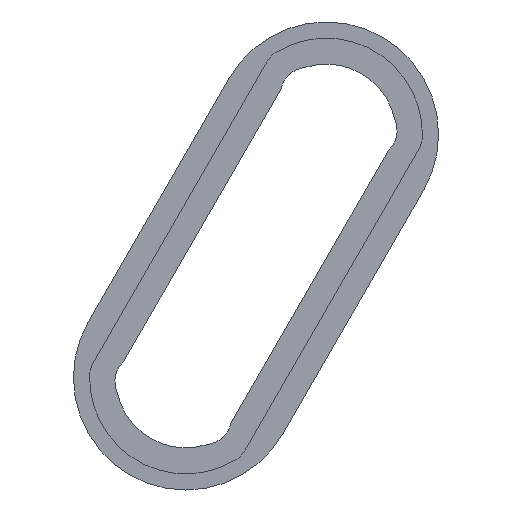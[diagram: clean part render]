
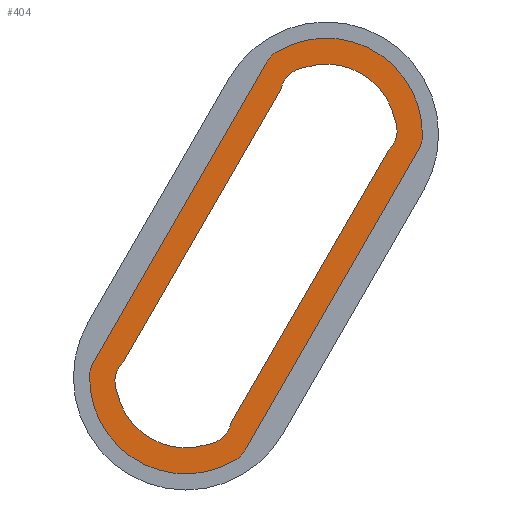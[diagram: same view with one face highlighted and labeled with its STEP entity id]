
A CAD part, front view. The second image highlights one B-rep face of the part: STEP entity #404.
In plain terms, the highlighted planar face has unit normal (0, -1, 0).
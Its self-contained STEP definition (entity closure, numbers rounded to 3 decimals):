
#15=FACE_BOUND('',#53,.T.);
#18=PLANE('',#454);
#29=FACE_OUTER_BOUND('',#52,.T.);
#52=EDGE_LOOP('',(#276,#277,#278,#279,#280,#281,#282,#283));
#53=EDGE_LOOP('',(#284,#285,#286,#287,#288,#289,#290,#291));
#79=LINE('',#653,#111);
#80=LINE('',#661,#112);
#81=LINE('',#667,#113);
#82=LINE('',#675,#114);
#111=VECTOR('',#518,10.);
#112=VECTOR('',#525,10.);
#113=VECTOR('',#530,10.);
#114=VECTOR('',#537,10.);
#140=CIRCLE('',#449,2.);
#142=CIRCLE('',#452,6.85);
#144=CIRCLE('',#455,2.);
#145=CIRCLE('',#456,6.85);
#146=CIRCLE('',#457,2.);
#147=CIRCLE('',#458,2.);
#148=CIRCLE('',#459,2.);
#149=CIRCLE('',#460,2.);
#150=CIRCLE('',#461,5.);
#151=CIRCLE('',#462,2.);
#152=CIRCLE('',#463,2.);
#153=CIRCLE('',#464,5.);
#168=VERTEX_POINT('',#637);
#169=VERTEX_POINT('',#638);
#172=VERTEX_POINT('',#646);
#174=VERTEX_POINT('',#652);
#175=VERTEX_POINT('',#654);
#176=VERTEX_POINT('',#656);
#177=VERTEX_POINT('',#658);
#178=VERTEX_POINT('',#660);
#179=VERTEX_POINT('',#663);
#180=VERTEX_POINT('',#664);
#181=VERTEX_POINT('',#666);
#182=VERTEX_POINT('',#668);
#183=VERTEX_POINT('',#670);
#184=VERTEX_POINT('',#672);
#185=VERTEX_POINT('',#674);
#186=VERTEX_POINT('',#676);
#208=EDGE_CURVE('',#168,#169,#140,.T.);
#212=EDGE_CURVE('',#172,#169,#142,.T.);
#215=EDGE_CURVE('',#168,#174,#79,.T.);
#216=EDGE_CURVE('',#175,#174,#144,.T.);
#217=EDGE_CURVE('',#175,#176,#145,.T.);
#218=EDGE_CURVE('',#177,#176,#146,.T.);
#219=EDGE_CURVE('',#177,#178,#80,.T.);
#220=EDGE_CURVE('',#172,#178,#147,.T.);
#221=EDGE_CURVE('',#179,#180,#148,.T.);
#222=EDGE_CURVE('',#181,#179,#81,.T.);
#223=EDGE_CURVE('',#182,#181,#149,.T.);
#224=EDGE_CURVE('',#183,#182,#150,.T.);
#225=EDGE_CURVE('',#184,#183,#151,.T.);
#226=EDGE_CURVE('',#185,#184,#82,.T.);
#227=EDGE_CURVE('',#186,#185,#152,.T.);
#228=EDGE_CURVE('',#180,#186,#153,.T.);
#276=ORIENTED_EDGE('',*,*,#208,.F.);
#277=ORIENTED_EDGE('',*,*,#215,.T.);
#278=ORIENTED_EDGE('',*,*,#216,.F.);
#279=ORIENTED_EDGE('',*,*,#217,.T.);
#280=ORIENTED_EDGE('',*,*,#218,.F.);
#281=ORIENTED_EDGE('',*,*,#219,.T.);
#282=ORIENTED_EDGE('',*,*,#220,.F.);
#283=ORIENTED_EDGE('',*,*,#212,.T.);
#284=ORIENTED_EDGE('',*,*,#221,.F.);
#285=ORIENTED_EDGE('',*,*,#222,.F.);
#286=ORIENTED_EDGE('',*,*,#223,.F.);
#287=ORIENTED_EDGE('',*,*,#224,.F.);
#288=ORIENTED_EDGE('',*,*,#225,.F.);
#289=ORIENTED_EDGE('',*,*,#226,.F.);
#290=ORIENTED_EDGE('',*,*,#227,.F.);
#291=ORIENTED_EDGE('',*,*,#228,.F.);
#404=ADVANCED_FACE('',(#29,#15),#18,.F.);
#449=AXIS2_PLACEMENT_3D('',#639,#503,#504);
#452=AXIS2_PLACEMENT_3D('',#647,#511,#512);
#454=AXIS2_PLACEMENT_3D('',#651,#516,#517);
#455=AXIS2_PLACEMENT_3D('',#655,#519,#520);
#456=AXIS2_PLACEMENT_3D('',#657,#521,#522);
#457=AXIS2_PLACEMENT_3D('',#659,#523,#524);
#458=AXIS2_PLACEMENT_3D('',#662,#526,#527);
#459=AXIS2_PLACEMENT_3D('',#665,#528,#529);
#460=AXIS2_PLACEMENT_3D('',#669,#531,#532);
#461=AXIS2_PLACEMENT_3D('',#671,#533,#534);
#462=AXIS2_PLACEMENT_3D('',#673,#535,#536);
#463=AXIS2_PLACEMENT_3D('',#677,#538,#539);
#464=AXIS2_PLACEMENT_3D('',#678,#540,#541);
#503=DIRECTION('center_axis',(0.,1.,0.));
#504=DIRECTION('ref_axis',(0.714,0.,-0.7));
#511=DIRECTION('center_axis',(0.,-1.,0.));
#512=DIRECTION('ref_axis',(-0.586,0.,0.811));
#516=DIRECTION('center_axis',(0.,1.,0.));
#517=DIRECTION('ref_axis',(0.,0.,1.));
#518=DIRECTION('',(0.5,0.,0.866));
#519=DIRECTION('center_axis',(0.,1.,0.));
#520=DIRECTION('ref_axis',(0.963,0.,-0.269));
#521=DIRECTION('center_axis',(0.,-1.,0.));
#522=DIRECTION('ref_axis',(0.586,0.,-0.811));
#523=DIRECTION('center_axis',(0.,1.,0.));
#524=DIRECTION('ref_axis',(-0.714,0.,0.7));
#525=DIRECTION('',(-0.5,0.,-0.866));
#526=DIRECTION('center_axis',(0.,1.,0.));
#527=DIRECTION('ref_axis',(-0.963,0.,0.269));
#528=DIRECTION('center_axis',(0.,-1.,0.));
#529=DIRECTION('ref_axis',(-0.921,0.,-0.391));
#530=DIRECTION('',(0.5,0.,0.866));
#531=DIRECTION('center_axis',(0.,-1.,0.));
#532=DIRECTION('ref_axis',(-0.977,0.,0.214));
#533=DIRECTION('center_axis',(0.,-1.,0.));
#534=DIRECTION('ref_axis',(-0.525,0.,0.851));
#535=DIRECTION('center_axis',(0.,-1.,0.));
#536=DIRECTION('ref_axis',(0.921,0.,0.391));
#537=DIRECTION('',(-0.5,0.,-0.866));
#538=DIRECTION('center_axis',(0.,-1.,0.));
#539=DIRECTION('ref_axis',(0.977,0.,-0.214));
#540=DIRECTION('center_axis',(0.,-1.,0.));
#541=DIRECTION('ref_axis',(0.525,0.,-0.851));
#637=CARTESIAN_POINT('',(14.244,0.,12.172));
#638=CARTESIAN_POINT('',(13.548,0.,11.461));
#639=CARTESIAN_POINT('Origin',(12.512,0.,13.172));
#646=CARTESIAN_POINT('',(3.151,0.,17.464));
#647=CARTESIAN_POINT('Origin',(10.,0.,17.321));
#651=CARTESIAN_POINT('Origin',(15.,0.,25.981));
#652=CARTESIAN_POINT('',(26.581,0.,33.54));
#653=CARTESIAN_POINT('',(17.212,0.,17.312));
#654=CARTESIAN_POINT('',(26.849,0.,34.498));
#655=CARTESIAN_POINT('Origin',(24.849,0.,34.54));
#656=CARTESIAN_POINT('',(16.452,0.,40.5));
#657=CARTESIAN_POINT('Origin',(20.,0.,34.641));
#658=CARTESIAN_POINT('',(15.756,0.,39.79));
#659=CARTESIAN_POINT('Origin',(17.488,0.,38.79));
#660=CARTESIAN_POINT('',(3.419,0.,18.422));
#661=CARTESIAN_POINT('',(12.788,0.,34.65));
#662=CARTESIAN_POINT('Origin',(5.151,0.,17.422));
#663=CARTESIAN_POINT('',(24.391,0.,33.447));
#664=CARTESIAN_POINT('',(24.885,0.,35.706));
#665=CARTESIAN_POINT('Origin',(23.044,0.,34.925));
#666=CARTESIAN_POINT('',(13.23,0.,14.115));
#667=CARTESIAN_POINT('',(12.623,0.,13.064));
#668=CARTESIAN_POINT('',(11.52,0.,12.557));
#669=CARTESIAN_POINT('Origin',(11.276,0.,14.542));
#670=CARTESIAN_POINT('',(5.115,0.,16.255));
#671=CARTESIAN_POINT('Origin',(10.,0.,17.321));
#672=CARTESIAN_POINT('',(5.609,0.,18.515));
#673=CARTESIAN_POINT('Origin',(6.956,0.,17.037));
#674=CARTESIAN_POINT('',(16.77,0.,37.847));
#675=CARTESIAN_POINT('',(17.377,0.,38.898));
#676=CARTESIAN_POINT('',(18.48,0.,39.404));
#677=CARTESIAN_POINT('Origin',(18.724,0.,37.419));
#678=CARTESIAN_POINT('Origin',(20.,0.,34.641));
